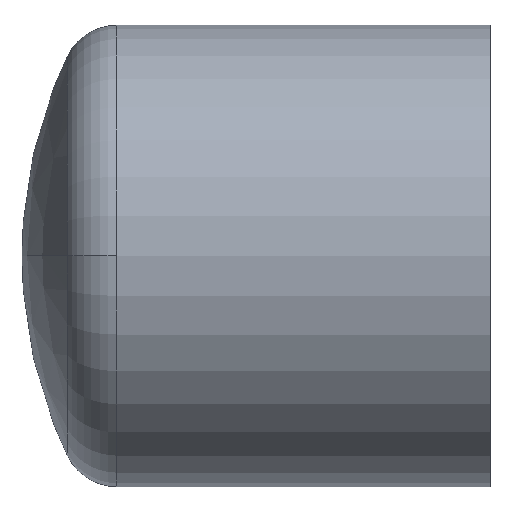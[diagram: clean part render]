
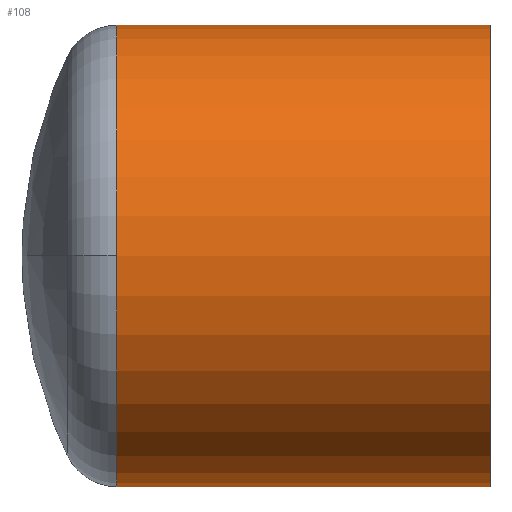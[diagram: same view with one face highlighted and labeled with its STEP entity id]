
A CAD part, top view. The second image highlights one B-rep face of the part: STEP entity #108.
In plain terms, the highlighted cylindrical face has radius 70 mm (diameter 140 mm), a partial arc.
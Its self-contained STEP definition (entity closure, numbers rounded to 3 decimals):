
#88 = EDGE_CURVE( '', #180, #184, #225, .T. );
#100 = EDGE_CURVE( '', #140, #178, #237, .T. );
#106 = EDGE_CURVE( '', #184, #178, #244, .T. );
#108 = ADVANCED_FACE( '', ( #246 ), #247, .T. );
#120 = EDGE_CURVE( '', #142, #140, #262, .T. );
#136 = EDGE_CURVE( '', #142, #180, #282, .T. );
#140 = VERTEX_POINT( '', #287 );
#142 = VERTEX_POINT( '', #289 );
#178 = VERTEX_POINT( '', #328 );
#180 = VERTEX_POINT( '', #330 );
#184 = VERTEX_POINT( '', #334 );
#225 = CIRCLE( '', #367, 70. );
#237 = CIRCLE( '', #383, 70. );
#244 = LINE( '', #392, #393 );
#246 = FACE_OUTER_BOUND( '', #395, .T. );
#247 = CYLINDRICAL_SURFACE( '', #396, 70. );
#262 = CIRCLE( '', #415, 70. );
#282 = LINE( '', #437, #438 );
#287 = CARTESIAN_POINT( '', ( -113.247, 0., 70. ) );
#289 = CARTESIAN_POINT( '', ( -113.247, -70., 0. ) );
#328 = CARTESIAN_POINT( '', ( -113.247, 70., 0. ) );
#330 = CARTESIAN_POINT( '', ( 0., -70., 0. ) );
#334 = CARTESIAN_POINT( '', ( 0., 70., 0. ) );
#367 = AXIS2_PLACEMENT_3D( '', #537, #538, #539 );
#383 = AXIS2_PLACEMENT_3D( '', #549, #550, #551 );
#392 = CARTESIAN_POINT( '', ( -56.624, 70., 0. ) );
#393 = VECTOR( '', #564, 1. );
#395 = EDGE_LOOP( '', ( #566, #567, #568, #569, #570 ) );
#396 = AXIS2_PLACEMENT_3D( '', #571, #572, #573 );
#415 = AXIS2_PLACEMENT_3D( '', #601, #602, #603 );
#437 = CARTESIAN_POINT( '', ( -56.624, -70., 0. ) );
#438 = VECTOR( '', #646, 1. );
#537 = CARTESIAN_POINT( '', ( 0., 0., 0. ) );
#538 = DIRECTION( '', ( -1., 0., 0. ) );
#539 = DIRECTION( '', ( 0., 1., 0. ) );
#549 = CARTESIAN_POINT( '', ( -113.247, 0., 0. ) );
#550 = DIRECTION( '', ( -1., 0., 0. ) );
#551 = DIRECTION( '', ( 0., 1., 0. ) );
#564 = DIRECTION( '', ( -1., 0., 0. ) );
#566 = ORIENTED_EDGE( '', *, *, #106, .T. );
#567 = ORIENTED_EDGE( '', *, *, #100, .F. );
#568 = ORIENTED_EDGE( '', *, *, #120, .F. );
#569 = ORIENTED_EDGE( '', *, *, #136, .T. );
#570 = ORIENTED_EDGE( '', *, *, #88, .T. );
#571 = CARTESIAN_POINT( '', ( -56.624, 0., 0. ) );
#572 = DIRECTION( '', ( 1., 0., 0. ) );
#573 = DIRECTION( '', ( 0., 1., 0. ) );
#601 = CARTESIAN_POINT( '', ( -113.247, 0., 0. ) );
#602 = DIRECTION( '', ( -1., 0., 0. ) );
#603 = DIRECTION( '', ( 0., 1., 0. ) );
#646 = DIRECTION( '', ( 1., 0., 0. ) );
